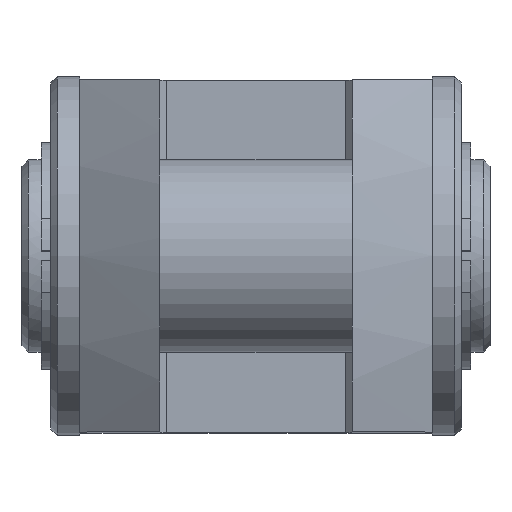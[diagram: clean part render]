
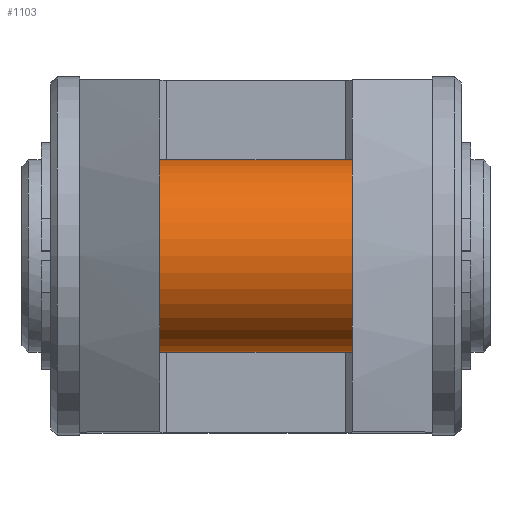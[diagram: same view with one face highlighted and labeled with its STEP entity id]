
A CAD part, top view. The second image highlights one B-rep face of the part: STEP entity #1103.
In plain terms, the highlighted cylindrical face has radius 15 mm (diameter 30 mm), a full revolution.
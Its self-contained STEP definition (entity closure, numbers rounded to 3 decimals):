
#43=CYLINDRICAL_SURFACE('',#1252,15.);
#373=ORIENTED_EDGE('',*,*,#574,.F.);
#374=ORIENTED_EDGE('',*,*,#573,.T.);
#573=EDGE_CURVE('',#693,#693,#763,.T.);
#574=EDGE_CURVE('',#694,#694,#764,.T.);
#693=VERTEX_POINT('',#1941);
#694=VERTEX_POINT('',#1944);
#763=CIRCLE('',#1251,15.);
#764=CIRCLE('',#1253,15.);
#858=EDGE_LOOP('',(#373));
#859=EDGE_LOOP('',(#374));
#974=FACE_BOUND('',#858,.T.);
#975=FACE_BOUND('',#859,.T.);
#1103=ADVANCED_FACE('',(#974,#975),#43,.T.);
#1251=AXIS2_PLACEMENT_3D('',#1940,#1498,#1499);
#1252=AXIS2_PLACEMENT_3D('',#1942,#1500,#1501);
#1253=AXIS2_PLACEMENT_3D('',#1943,#1502,#1503);
#1498=DIRECTION('',(0.,-1.,0.));
#1499=DIRECTION('',(0.,0.,-1.));
#1500=DIRECTION('',(0.,-1.,0.));
#1501=DIRECTION('',(0.,0.,-1.));
#1502=DIRECTION('',(0.,-1.,0.));
#1503=DIRECTION('',(0.,0.,-1.));
#1940=CARTESIAN_POINT('',(0.,64.,0.));
#1941=CARTESIAN_POINT('',(0.,64.,-15.));
#1942=CARTESIAN_POINT('',(0.,0.,0.));
#1943=CARTESIAN_POINT('',(0.,9.,0.));
#1944=CARTESIAN_POINT('',(0.,9.,-15.));
